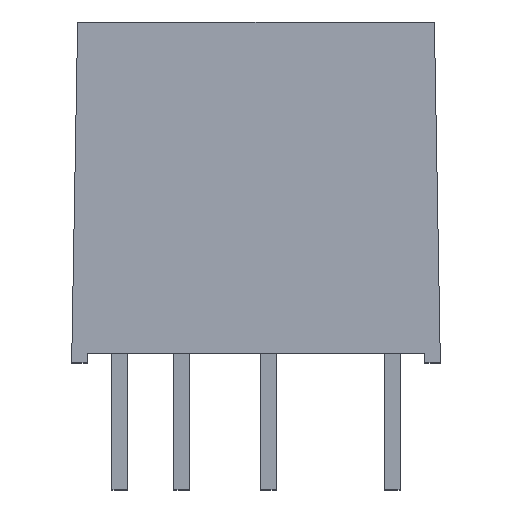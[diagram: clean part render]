
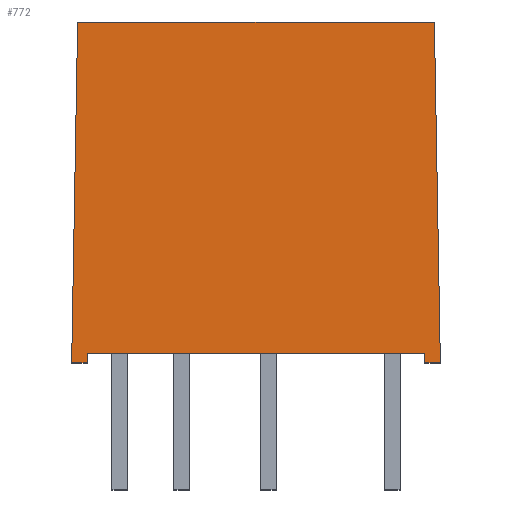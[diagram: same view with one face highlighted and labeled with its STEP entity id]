
A CAD part, top view. The second image highlights one B-rep face of the part: STEP entity #772.
In plain terms, the highlighted planar face has unit normal (0, 0.018, 1).
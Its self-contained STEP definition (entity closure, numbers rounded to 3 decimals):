
#41 = AXIS2_PLACEMENT_3D ( 'NONE', #1048, #62, #175 ) ;
#52 = ORIENTED_EDGE ( 'NONE', *, *, #561, .T. ) ;
#62 = DIRECTION ( 'NONE',  ( 0., 0.017, 1. ) ) ;
#84 = VERTEX_POINT ( 'NONE', #1046 ) ;
#99 = LINE ( 'NONE', #824, #268 ) ;
#117 = LINE ( 'NONE', #1119, #1082 ) ;
#132 = VERTEX_POINT ( 'NONE', #620 ) ;
#148 = VECTOR ( 'NONE', #324, 1000. ) ;
#175 = DIRECTION ( 'NONE',  ( 0., -1., 0.017 ) ) ;
#193 = DIRECTION ( 'NONE',  ( 0.017, -1., 0.017 ) ) ;
#202 = PLANE ( 'NONE',  #41 ) ;
#229 = ORIENTED_EDGE ( 'NONE', *, *, #758, .T. ) ;
#246 = CARTESIAN_POINT ( 'NONE',  ( -5.45, 0., 3.85 ) ) ;
#247 = EDGE_CURVE ( 'NONE', #359, #1202, #1155, .T. ) ;
#268 = VECTOR ( 'NONE', #1059, 1000. ) ;
#271 = ORIENTED_EDGE ( 'NONE', *, *, #1114, .T. ) ;
#303 = DIRECTION ( 'NONE',  ( 1., 0., 0. ) ) ;
#317 = CARTESIAN_POINT ( 'NONE',  ( 5.45, 0., 3.85 ) ) ;
#321 = LINE ( 'NONE', #401, #527 ) ;
#324 = DIRECTION ( 'NONE',  ( -0.017, -1., 0.017 ) ) ;
#327 = VECTOR ( 'NONE', #956, 1000. ) ;
#359 = VERTEX_POINT ( 'NONE', #1150 ) ;
#368 = FACE_OUTER_BOUND ( 'NONE', #609, .T. ) ;
#380 = VERTEX_POINT ( 'NONE', #1076 ) ;
#401 = CARTESIAN_POINT ( 'NONE',  ( -5.95, 0., 3.85 ) ) ;
#426 = CARTESIAN_POINT ( 'NONE',  ( 5.45, 0.3, 3.845 ) ) ;
#433 = ORIENTED_EDGE ( 'NONE', *, *, #954, .T. ) ;
#456 = VECTOR ( 'NONE', #587, 1000. ) ;
#483 = CARTESIAN_POINT ( 'NONE',  ( -5.95, 0.3, 3.845 ) ) ;
#506 = DIRECTION ( 'NONE',  ( 0., 1., -0.017 ) ) ;
#514 = VERTEX_POINT ( 'NONE', #317 ) ;
#516 = CARTESIAN_POINT ( 'NONE',  ( -5.95, 0., 3.85 ) ) ;
#527 = VECTOR ( 'NONE', #303, 1000. ) ;
#537 = ORIENTED_EDGE ( 'NONE', *, *, #776, .F. ) ;
#550 = CARTESIAN_POINT ( 'NONE',  ( -5.95, 0., 3.85 ) ) ;
#561 = EDGE_CURVE ( 'NONE', #1163, #514, #880, .T. ) ;
#587 = DIRECTION ( 'NONE',  ( 1., 0., 0. ) ) ;
#609 = EDGE_LOOP ( 'NONE', ( #656, #271, #229, #52, #433, #537, #1015, #746 ) ) ;
#612 = LINE ( 'NONE', #483, #851 ) ;
#620 = CARTESIAN_POINT ( 'NONE',  ( -5.45, 0.3, 3.845 ) ) ;
#640 = VECTOR ( 'NONE', #506, 1000. ) ;
#656 = ORIENTED_EDGE ( 'NONE', *, *, #247, .T. ) ;
#669 = LINE ( 'NONE', #736, #640 ) ;
#736 = CARTESIAN_POINT ( 'NONE',  ( -5.45, 0., 3.85 ) ) ;
#746 = ORIENTED_EDGE ( 'NONE', *, *, #1035, .T. ) ;
#752 = LINE ( 'NONE', #550, #148 ) ;
#758 = EDGE_CURVE ( 'NONE', #132, #1163, #612, .T. ) ;
#772 = ADVANCED_FACE ( 'NONE', ( #368 ), #202, .T. ) ;
#776 = EDGE_CURVE ( 'NONE', #996, #84, #117, .T. ) ;
#824 = CARTESIAN_POINT ( 'NONE',  ( -5.95, 11., 3.658 ) ) ;
#837 = CARTESIAN_POINT ( 'NONE',  ( 5.758, 11., 3.658 ) ) ;
#851 = VECTOR ( 'NONE', #1026, 1000. ) ;
#880 = LINE ( 'NONE', #1131, #327 ) ;
#954 = EDGE_CURVE ( 'NONE', #514, #84, #321, .T. ) ;
#956 = DIRECTION ( 'NONE',  ( 0., -1., 0.017 ) ) ;
#996 = VERTEX_POINT ( 'NONE', #837 ) ;
#1015 = ORIENTED_EDGE ( 'NONE', *, *, #1211, .F. ) ;
#1026 = DIRECTION ( 'NONE',  ( 1., 0., 0. ) ) ;
#1035 = EDGE_CURVE ( 'NONE', #380, #359, #752, .T. ) ;
#1046 = CARTESIAN_POINT ( 'NONE',  ( 5.95, 0., 3.85 ) ) ;
#1048 = CARTESIAN_POINT ( 'NONE',  ( -5.95, 0., 3.85 ) ) ;
#1059 = DIRECTION ( 'NONE',  ( 1., 0., 0. ) ) ;
#1076 = CARTESIAN_POINT ( 'NONE',  ( -5.758, 11., 3.658 ) ) ;
#1082 = VECTOR ( 'NONE', #193, 1000. ) ;
#1114 = EDGE_CURVE ( 'NONE', #1202, #132, #669, .T. ) ;
#1119 = CARTESIAN_POINT ( 'NONE',  ( 5.948, 0.134, 3.848 ) ) ;
#1131 = CARTESIAN_POINT ( 'NONE',  ( 5.45, 0., 3.85 ) ) ;
#1150 = CARTESIAN_POINT ( 'NONE',  ( -5.95, 0., 3.85 ) ) ;
#1155 = LINE ( 'NONE', #516, #456 ) ;
#1163 = VERTEX_POINT ( 'NONE', #426 ) ;
#1202 = VERTEX_POINT ( 'NONE', #246 ) ;
#1211 = EDGE_CURVE ( 'NONE', #380, #996, #99, .T. ) ;
